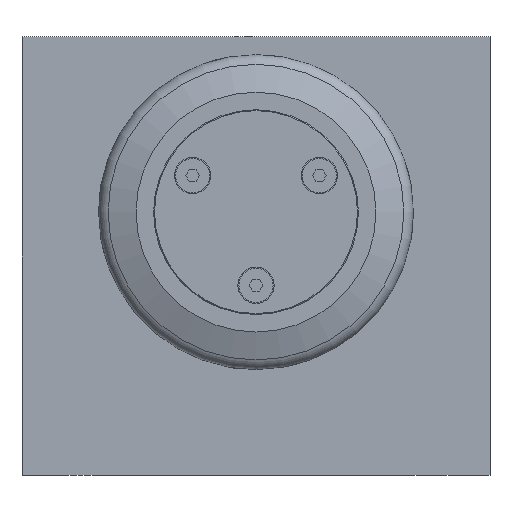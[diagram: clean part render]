
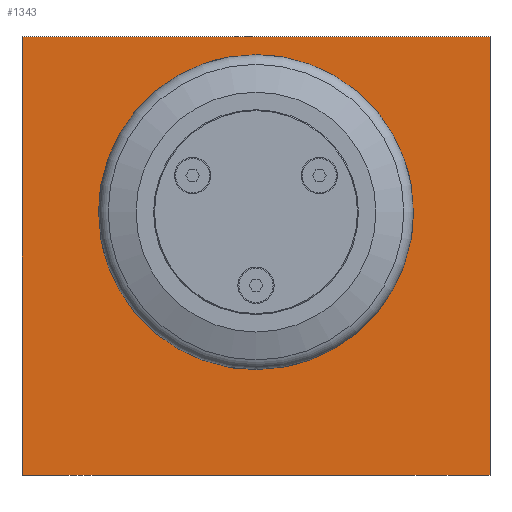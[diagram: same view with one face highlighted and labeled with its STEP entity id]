
A CAD part, front view. The second image highlights one B-rep face of the part: STEP entity #1343.
In plain terms, the highlighted planar face has unit normal (0, -1, 0).
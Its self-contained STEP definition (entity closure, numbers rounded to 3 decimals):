
#34=FACE_BOUND('',#257,.T.);
#88=CIRCLE('',#1477,35.);
#170=FACE_OUTER_BOUND('',#256,.T.);
#256=EDGE_LOOP('',(#1086,#1087,#1088,#1089));
#257=EDGE_LOOP('',(#1090));
#363=LINE('',#2180,#491);
#364=LINE('',#2182,#492);
#365=LINE('',#2184,#493);
#366=LINE('',#2185,#494);
#491=VECTOR('',#1770,10.);
#492=VECTOR('',#1771,10.);
#493=VECTOR('',#1772,10.);
#494=VECTOR('',#1773,10.);
#626=VERTEX_POINT('',#2174);
#627=VERTEX_POINT('',#2178);
#628=VERTEX_POINT('',#2179);
#629=VERTEX_POINT('',#2181);
#630=VERTEX_POINT('',#2183);
#789=EDGE_CURVE('',#626,#626,#88,.T.);
#790=EDGE_CURVE('',#627,#628,#363,.T.);
#791=EDGE_CURVE('',#629,#628,#364,.T.);
#792=EDGE_CURVE('',#630,#629,#365,.T.);
#793=EDGE_CURVE('',#630,#627,#366,.T.);
#1086=ORIENTED_EDGE('',*,*,#790,.T.);
#1087=ORIENTED_EDGE('',*,*,#791,.F.);
#1088=ORIENTED_EDGE('',*,*,#792,.F.);
#1089=ORIENTED_EDGE('',*,*,#793,.T.);
#1090=ORIENTED_EDGE('',*,*,#789,.T.);
#1276=PLANE('',#1478);
#1343=ADVANCED_FACE('',(#170,#34),#1276,.T.);
#1477=AXIS2_PLACEMENT_3D('',#2176,#1766,#1767);
#1478=AXIS2_PLACEMENT_3D('',#2177,#1768,#1769);
#1766=DIRECTION('center_axis',(0.,1.,0.));
#1767=DIRECTION('ref_axis',(-1.,0.,0.));
#1768=DIRECTION('center_axis',(0.,-1.,0.));
#1769=DIRECTION('ref_axis',(0.,0.,-1.));
#1770=DIRECTION('',(0.,0.,1.));
#1771=DIRECTION('',(1.,0.,0.));
#1772=DIRECTION('',(0.,0.,1.));
#1773=DIRECTION('',(1.,0.,0.));
#2174=CARTESIAN_POINT('',(115.,0.,90.));
#2176=CARTESIAN_POINT('Origin',(80.,0.,90.));
#2177=CARTESIAN_POINT('Origin',(0.,0.,0.));
#2178=CARTESIAN_POINT('',(160.,0.,0.));
#2179=CARTESIAN_POINT('',(160.,0.,150.));
#2180=CARTESIAN_POINT('',(160.,0.,0.));
#2181=CARTESIAN_POINT('',(0.,0.,150.));
#2182=CARTESIAN_POINT('',(0.,0.,150.));
#2183=CARTESIAN_POINT('',(0.,0.,0.));
#2184=CARTESIAN_POINT('',(0.,0.,0.));
#2185=CARTESIAN_POINT('',(0.,0.,0.));
